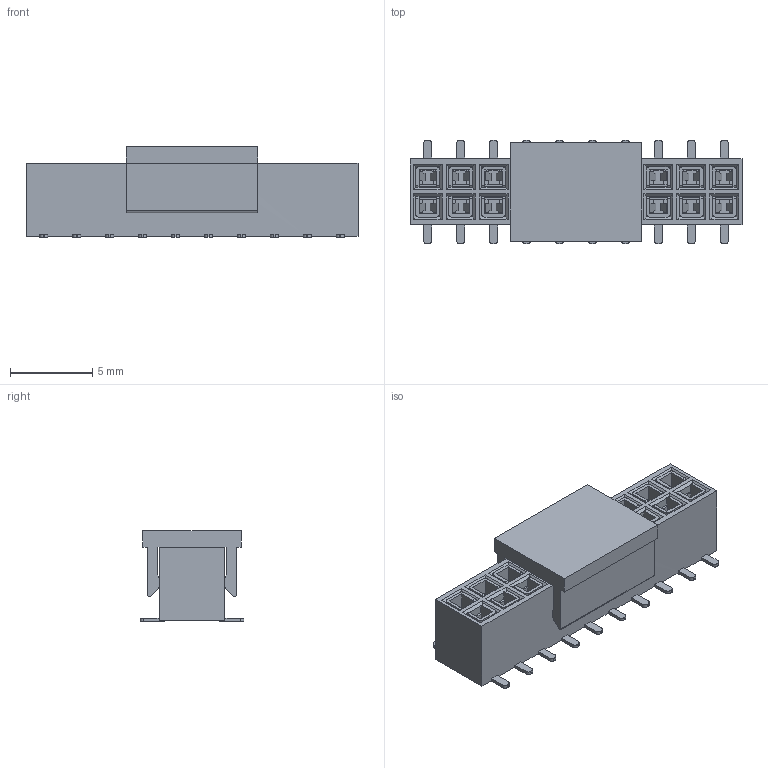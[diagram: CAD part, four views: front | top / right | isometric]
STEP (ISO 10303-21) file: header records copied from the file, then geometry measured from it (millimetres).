
FILE_DESCRIPTION( ('This file contains a STEP AP42 implementation' ,'as created by ZW3D STEP Interface translator.') ,'2;1' );
FILE_NAME( '2245T-2XXMXXDUNX1.stp' ,'23 412.1519 3', (''), ('ZWCAD Software Co.'), 'Version 1.0', 'ZW3D to STEP translator', '' );
FILE_SCHEMA(('AUTOMOTIVE_DESIGN { 1 0 10303 214 1 1 1 1 }'));
Length unit declared in the file: millimetre
Products named in the file (2): 0; 2245T-210MG0DUNR1
Bounding box: 20.15 x 6.3 x 5.5 mm (x, y, z)
Volume: 336.2 mm3; surface area: 1192 mm2
Topology: 1 solids, 9 shells, 1938 faces, 5770 edges, 3745 vertices
Faces by surface type: plane 1252, bspline 462, cylinder 224
Entity records: 85263 total; most frequent: CARTESIAN_POINT 41460, ORIENTED_EDGE 11532, EDGE_CURVE 5766, DIRECTION 4576, B_SPLINE_CURVE_WITH_KNOTS 4160, VERTEX_POINT 3736, EDGE_LOOP 1952, FACE_OUTER_BOUND 1938
